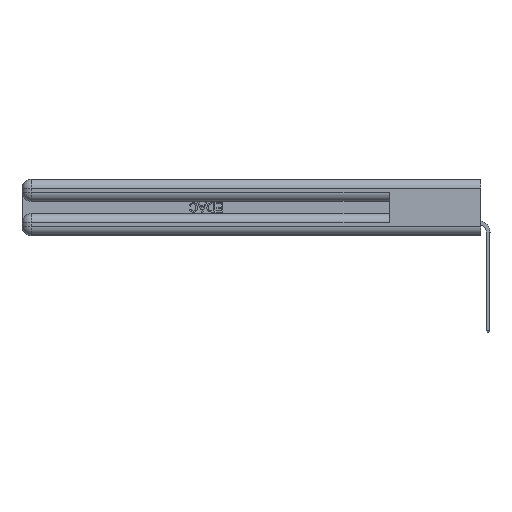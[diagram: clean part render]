
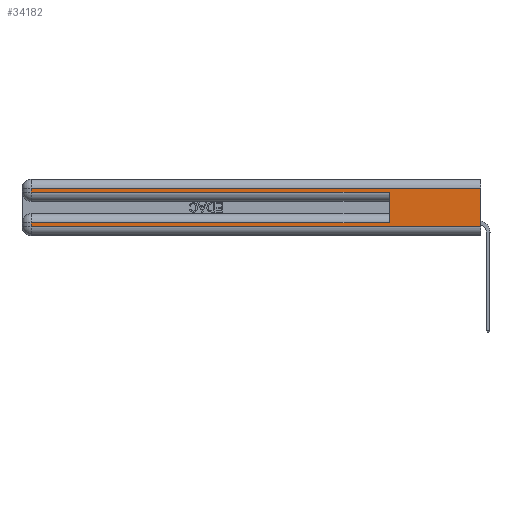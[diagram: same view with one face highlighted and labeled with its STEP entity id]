
A CAD part, left-side view. The second image highlights one B-rep face of the part: STEP entity #34182.
In plain terms, the highlighted planar face has unit normal (-1, 0, 0).
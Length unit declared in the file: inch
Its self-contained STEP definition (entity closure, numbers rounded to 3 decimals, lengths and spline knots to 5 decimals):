
#842 = EDGE_CURVE ( 'NONE', #51368, #23916, #6838, .T. ) ;
#1320 = LINE ( 'NONE', #47843, #43101 ) ;
#2602 = LINE ( 'NONE', #13843, #3998 ) ;
#2704 = CARTESIAN_POINT ( 'NONE',  ( 0., 0.6, 0.285 ) ) ;
#2754 = DIRECTION ( 'NONE',  ( 0., 0., -1. ) ) ;
#3421 = LINE ( 'NONE', #39867, #32999 ) ;
#3570 = EDGE_LOOP ( 'NONE', ( #44828, #26360, #4104, #27878, #31438, #6308, #50417, #31544 ) ) ;
#3998 = VECTOR ( 'NONE', #21524, 39.37008 ) ;
#4104 = ORIENTED_EDGE ( 'NONE', *, *, #47171, .T. ) ;
#4912 = PLANE ( 'NONE',  #26479 ) ;
#5011 = VECTOR ( 'NONE', #29216, 39.37008 ) ;
#6033 = CARTESIAN_POINT ( 'NONE',  ( 0., 2.94, 0.06 ) ) ;
#6308 = ORIENTED_EDGE ( 'NONE', *, *, #6532, .T. ) ;
#6532 = EDGE_CURVE ( 'NONE', #32690, #39681, #3421, .T. ) ;
#6838 = LINE ( 'NONE', #34845, #42071 ) ;
#7421 = CARTESIAN_POINT ( 'NONE',  ( 0., 0., 0.285 ) ) ;
#8577 = EDGE_CURVE ( 'NONE', #39681, #51368, #42282, .T. ) ;
#9029 = DIRECTION ( 'NONE',  ( 0., 1., 0. ) ) ;
#9148 = LINE ( 'NONE', #14369, #24862 ) ;
#9937 = CARTESIAN_POINT ( 'NONE',  ( 0., 0., 0.31 ) ) ;
#12357 = EDGE_CURVE ( 'NONE', #16349, #23916, #9148, .T. ) ;
#13026 = CARTESIAN_POINT ( 'NONE',  ( 0., 0., 0.37 ) ) ;
#13843 = CARTESIAN_POINT ( 'NONE',  ( 0., 0.6, 0.145 ) ) ;
#14369 = CARTESIAN_POINT ( 'NONE',  ( 0., 0., 0.37 ) ) ;
#16349 = VERTEX_POINT ( 'NONE', #9937 ) ;
#19449 = CARTESIAN_POINT ( 'NONE',  ( 0., 2.94, 0.085 ) ) ;
#20492 = EDGE_CURVE ( 'NONE', #21763, #24044, #35970, .T. ) ;
#21074 = DIRECTION ( 'NONE',  ( 0., 0., -1. ) ) ;
#21524 = DIRECTION ( 'NONE',  ( 0., 0., 1. ) ) ;
#21763 = VERTEX_POINT ( 'NONE', #30349 ) ;
#23015 = DIRECTION ( 'NONE',  ( 0., -1., 0. ) ) ;
#23253 = CARTESIAN_POINT ( 'NONE',  ( 0., 2.94, 0.31 ) ) ;
#23916 = VERTEX_POINT ( 'NONE', #29884 ) ;
#24044 = VERTEX_POINT ( 'NONE', #2704 ) ;
#24813 = CARTESIAN_POINT ( 'NONE',  ( 0., 2.94, 0.37 ) ) ;
#24862 = VECTOR ( 'NONE', #2754, 39.37008 ) ;
#26360 = ORIENTED_EDGE ( 'NONE', *, *, #32389, .T. ) ;
#26479 = AXIS2_PLACEMENT_3D ( 'NONE', #13026, #45284, #21074 ) ;
#27561 = DIRECTION ( 'NONE',  ( 0., 1., 0. ) ) ;
#27878 = ORIENTED_EDGE ( 'NONE', *, *, #20492, .T. ) ;
#28356 = FACE_OUTER_BOUND ( 'NONE', #3570, .T. ) ;
#28529 = EDGE_CURVE ( 'NONE', #32690, #24044, #2602, .T. ) ;
#29216 = DIRECTION ( 'NONE',  ( 0., 0., -1. ) ) ;
#29323 = VERTEX_POINT ( 'NONE', #23253 ) ;
#29423 = VECTOR ( 'NONE', #33083, 39.37008 ) ;
#29884 = CARTESIAN_POINT ( 'NONE',  ( 0., 0., 0.06 ) ) ;
#30349 = CARTESIAN_POINT ( 'NONE',  ( 0., 2.94, 0.285 ) ) ;
#30754 = LINE ( 'NONE', #24813, #29423 ) ;
#31438 = ORIENTED_EDGE ( 'NONE', *, *, #28529, .F. ) ;
#31544 = ORIENTED_EDGE ( 'NONE', *, *, #842, .T. ) ;
#31732 = CARTESIAN_POINT ( 'NONE',  ( 0., 0.6, 0.085 ) ) ;
#32389 = EDGE_CURVE ( 'NONE', #16349, #29323, #1320, .T. ) ;
#32690 = VERTEX_POINT ( 'NONE', #31732 ) ;
#32879 = DIRECTION ( 'NONE',  ( 0., -1., 0. ) ) ;
#32999 = VECTOR ( 'NONE', #27561, 39.37008 ) ;
#33083 = DIRECTION ( 'NONE',  ( 0., 0., -1. ) ) ;
#34182 = ADVANCED_FACE ( 'NONE', ( #28356 ), #4912, .F. ) ;
#34845 = CARTESIAN_POINT ( 'NONE',  ( 0., 0., 0.06 ) ) ;
#35970 = LINE ( 'NONE', #7421, #44184 ) ;
#39681 = VERTEX_POINT ( 'NONE', #19449 ) ;
#39867 = CARTESIAN_POINT ( 'NONE',  ( 0., 0., 0.085 ) ) ;
#42071 = VECTOR ( 'NONE', #23015, 39.37008 ) ;
#42282 = LINE ( 'NONE', #45122, #5011 ) ;
#43101 = VECTOR ( 'NONE', #9029, 39.37008 ) ;
#44184 = VECTOR ( 'NONE', #32879, 39.37008 ) ;
#44828 = ORIENTED_EDGE ( 'NONE', *, *, #12357, .F. ) ;
#45122 = CARTESIAN_POINT ( 'NONE',  ( 0., 2.94, 0.37 ) ) ;
#45284 = DIRECTION ( 'NONE',  ( 1., 0., 0. ) ) ;
#47171 = EDGE_CURVE ( 'NONE', #29323, #21763, #30754, .T. ) ;
#47843 = CARTESIAN_POINT ( 'NONE',  ( 0., 0., 0.31 ) ) ;
#50417 = ORIENTED_EDGE ( 'NONE', *, *, #8577, .T. ) ;
#51368 = VERTEX_POINT ( 'NONE', #6033 ) ;
